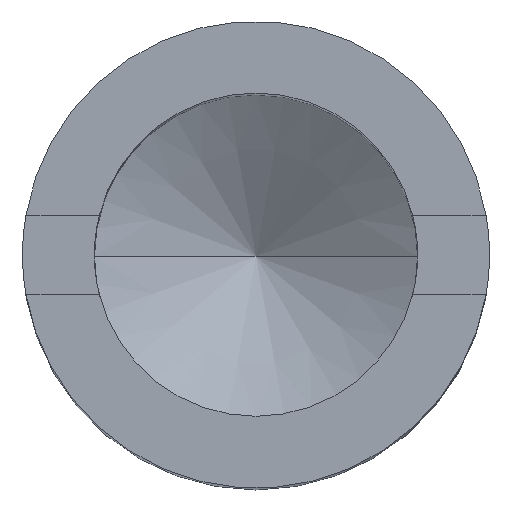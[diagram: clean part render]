
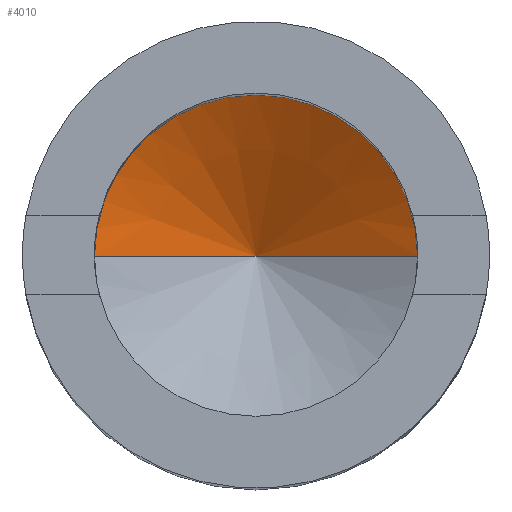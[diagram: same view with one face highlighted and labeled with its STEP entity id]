
A CAD part, top view. The second image highlights one B-rep face of the part: STEP entity #4010.
In plain terms, the highlighted conical face has half-angle 60 degrees and reference radius 0.866 mm.
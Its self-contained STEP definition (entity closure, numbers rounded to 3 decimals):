
#3320=CARTESIAN_POINT('',(2.25,2.1,
0.));
#3330=VERTEX_POINT('',#3320);
#3580=CARTESIAN_POINT('',(-2.25,2.1,
0.));
#3590=VERTEX_POINT('',#3580);
#3620=CARTESIAN_POINT('',(0.,2.1,
0.));
#3630=DIRECTION('',(0.,-1.,0.));
#3640=DIRECTION('',(1.,0.,0.));
#3650=AXIS2_PLACEMENT_3D('',#3620,#3630,#3640);
#3660=CIRCLE('',#3650,2.25);
#3670=EDGE_CURVE('',#3330,#3590,#3660,.T.);
#3790=CARTESIAN_POINT('',(0.,1.301,
0.));
#3800=DIRECTION('',(0.,1.,0.));
#3810=DIRECTION('',(-1.,0.,0.));
#3820=AXIS2_PLACEMENT_3D('',#3790,#3800,#3810);
#3830=CONICAL_SURFACE('',#3820,0.866,1.047);
#3840=CARTESIAN_POINT('',(-0.866,1.301,
0.));
#3850=DIRECTION('',(-0.866,0.5,
0.));
#3860=VECTOR('',#3850,1.);
#3870=LINE('',#3840,#3860);
#3880=CARTESIAN_POINT('',(0.,0.801,
0.));
#3890=VERTEX_POINT('',#3880);
#3900=EDGE_CURVE('',#3890,#3590,#3870,.T.);
#3910=ORIENTED_EDGE('',*,*,#3900,.T.);
#3920=CARTESIAN_POINT('',(0.866,1.301,
0.));
#3930=DIRECTION('',(0.866,0.5,
0.));
#3940=VECTOR('',#3930,1.);
#3950=LINE('',#3920,#3940);
#3960=EDGE_CURVE('',#3890,#3330,#3950,.T.);
#3970=ORIENTED_EDGE('',*,*,#3960,.F.);
#3980=ORIENTED_EDGE('',*,*,#3670,.F.);
#3990=EDGE_LOOP('',(#3980,#3970,#3910));
#4000=FACE_OUTER_BOUND('',#3990,.T.);
#4010=ADVANCED_FACE('',(#4000),#3830,.F.);
